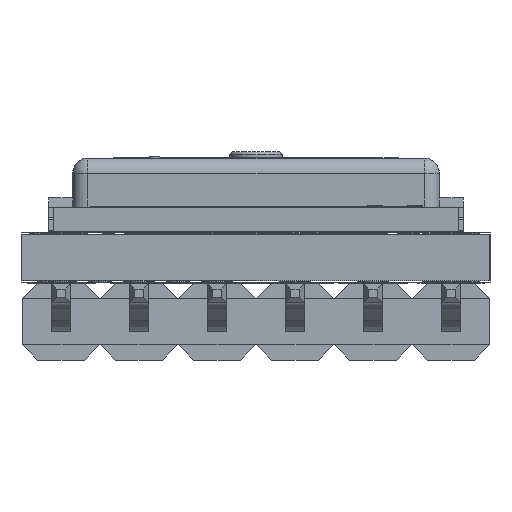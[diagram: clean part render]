
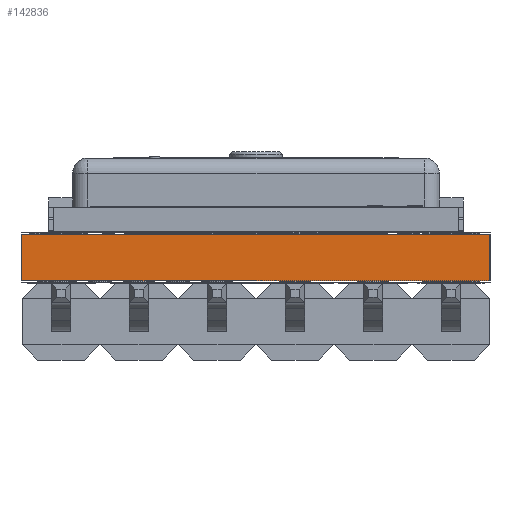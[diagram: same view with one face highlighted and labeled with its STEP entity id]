
A CAD part, left-side view. The second image highlights one B-rep face of the part: STEP entity #142836.
In plain terms, the highlighted planar face has unit normal (-1, 0, 0).
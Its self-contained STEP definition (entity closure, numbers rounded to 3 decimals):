
#142780 = VERTEX_POINT('',#142781);
#142781 = CARTESIAN_POINT('',(129.54,-132.08,1.51));
#142787 = EDGE_CURVE('',#142788,#142780,#142790,.T.);
#142788 = VERTEX_POINT('',#142789);
#142789 = CARTESIAN_POINT('',(129.54,-132.08,0.));
#142790 = LINE('',#142791,#142792);
#142791 = CARTESIAN_POINT('',(129.54,-132.08,0.));
#142792 = VECTOR('',#142793,1.);
#142793 = DIRECTION('',(0.,0.,1.));
#142836 = ADVANCED_FACE('',(#142837),#142862,.T.);
#142837 = FACE_BOUND('',#142838,.T.);
#142838 = EDGE_LOOP('',(#142839,#142840,#142848,#142856));
#142839 = ORIENTED_EDGE('',*,*,#142787,.T.);
#142840 = ORIENTED_EDGE('',*,*,#142841,.T.);
#142841 = EDGE_CURVE('',#142780,#142842,#142844,.T.);
#142842 = VERTEX_POINT('',#142843);
#142843 = CARTESIAN_POINT('',(129.54,-116.84,1.51));
#142844 = LINE('',#142845,#142846);
#142845 = CARTESIAN_POINT('',(129.54,-132.08,1.51));
#142846 = VECTOR('',#142847,1.);
#142847 = DIRECTION('',(0.,1.,0.));
#142848 = ORIENTED_EDGE('',*,*,#142849,.F.);
#142849 = EDGE_CURVE('',#142850,#142842,#142852,.T.);
#142850 = VERTEX_POINT('',#142851);
#142851 = CARTESIAN_POINT('',(129.54,-116.84,0.));
#142852 = LINE('',#142853,#142854);
#142853 = CARTESIAN_POINT('',(129.54,-116.84,0.));
#142854 = VECTOR('',#142855,1.);
#142855 = DIRECTION('',(0.,0.,1.));
#142856 = ORIENTED_EDGE('',*,*,#142857,.F.);
#142857 = EDGE_CURVE('',#142788,#142850,#142858,.T.);
#142858 = LINE('',#142859,#142860);
#142859 = CARTESIAN_POINT('',(129.54,-132.08,0.));
#142860 = VECTOR('',#142861,1.);
#142861 = DIRECTION('',(0.,1.,0.));
#142862 = PLANE('',#142863);
#142863 = AXIS2_PLACEMENT_3D('',#142864,#142865,#142866);
#142864 = CARTESIAN_POINT('',(129.54,-132.08,0.));
#142865 = DIRECTION('',(-1.,0.,0.));
#142866 = DIRECTION('',(0.,1.,0.));
